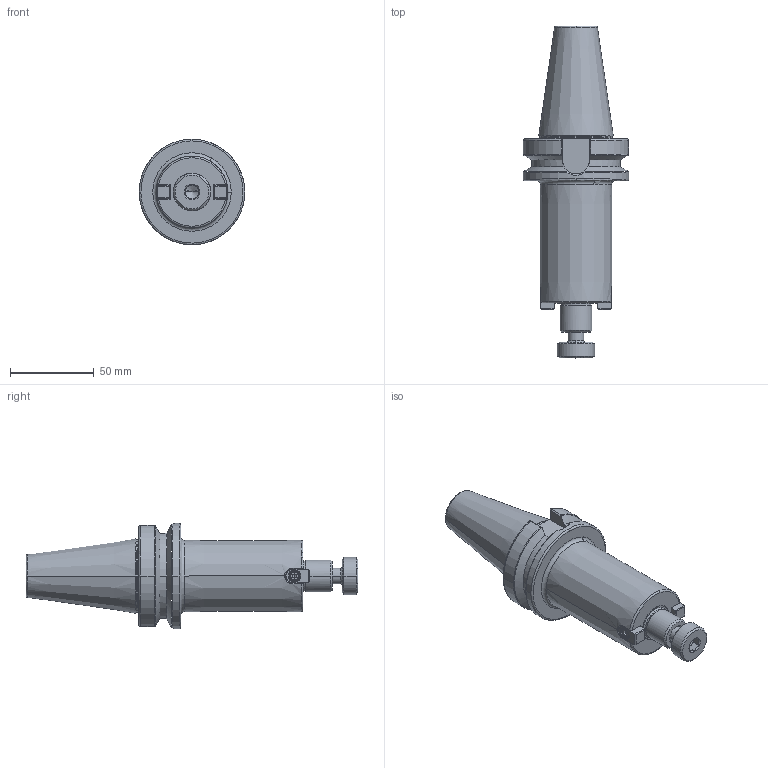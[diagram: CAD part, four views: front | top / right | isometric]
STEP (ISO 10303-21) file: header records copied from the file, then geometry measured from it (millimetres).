
FILE_DESCRIPTION (( 'STEP AP203' ), '1' );
FILE_NAME ('BT40-FMA0.75in-100.STEP', '2021-01-11T02:48:21', ( '微软用户' ), ( '微软中国' ), 'SwSTEP 2.0', 'SolidWorks 2016', '' );
FILE_SCHEMA (( 'CONFIG_CONTROL_DESIGN' ));
Length unit declared in the file: millimetre
Products named in the file (5): BT40-FMA19.05-100; 3-8-24UNF-2A-25大圆柱头紧固螺钉FMA用; 19.05; BT40-FMA0.75in-100; hexagon socket head cap screws gb_GB_FASTENER_SCREWS_HSHCS M3X10-N
Assembly tree (6 placements, depth 2):
  BT40-FMA0.75in-100
    BT40-FMA19.05-100
    19.05  x2
    hexagon socket head cap screws gb_GB_FASTENER_SCREWS_HSHCS M3X10-N  x2
    3-8-24UNF-2A-25大圆柱头紧固螺钉FMA用
Bounding box: 63 x 198.25 x 63 mm (x, y, z)
Volume: 233428.6 mm3; surface area: 38534.3 mm2
Topology: 6 solids, 6 shells, 253 faces, 615 edges, 375 vertices
Faces by surface type: plane 92, cone 59, cylinder 54, bspline 38, torus 10
Entity records: 10260 total; most frequent: CARTESIAN_POINT 4993, ORIENTED_EDGE 1014, DIRECTION 931, EDGE_CURVE 507, AXIS2_PLACEMENT_3D 360, VERTEX_POINT 318, EDGE_LOOP 227, LINE 211
